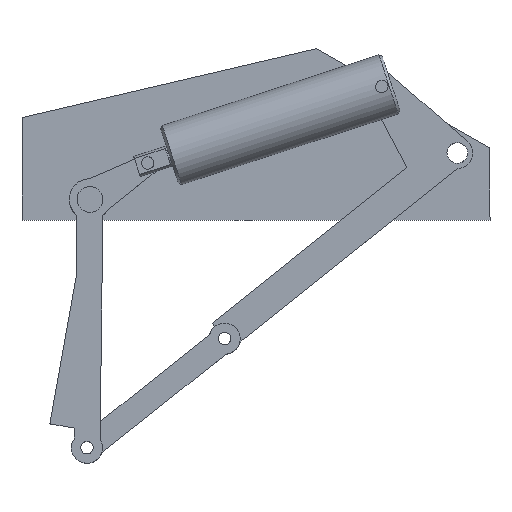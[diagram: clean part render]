
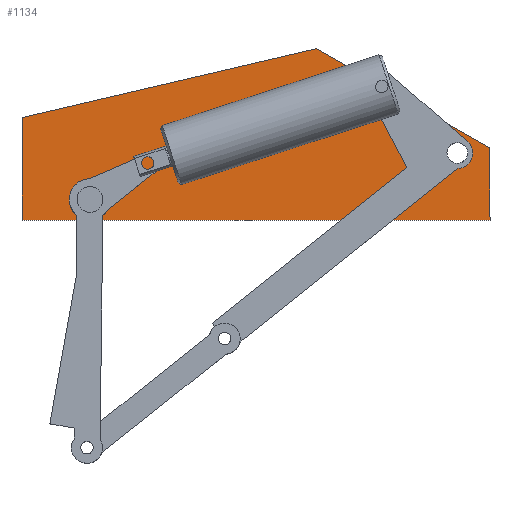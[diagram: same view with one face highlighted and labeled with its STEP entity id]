
A CAD part, top view. The second image highlights one B-rep face of the part: STEP entity #1134.
In plain terms, the highlighted face is planar.
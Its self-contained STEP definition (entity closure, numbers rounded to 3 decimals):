
#87=LINE($,#1733,#172);
#91=LINE($,#1741,#176);
#94=LINE($,#1747,#179);
#97=LINE($,#1753,#182);
#100=LINE($,#1758,#185);
#172=VECTOR($,#1368,61.466);
#176=VECTOR($,#1374,92.77);
#179=VECTOR($,#1379,31.529);
#182=VECTOR($,#1384,143.725);
#185=VECTOR($,#1389,22.226);
#262=PLANE($,#1223);
#303=FACE_BOUND($,#420,.T.);
#304=FACE_BOUND($,#421,.T.);
#305=FACE_BOUND($,#422,.T.);
#420=EDGE_LOOP($,(#849));
#421=EDGE_LOOP($,(#850));
#422=EDGE_LOOP($,(#851,#852,#853,#854,#855));
#522=CIRCLE($,#1214,4.);
#524=CIRCLE($,#1217,3.175);
#582=VERTEX_POINT($,#1723);
#584=VERTEX_POINT($,#1728);
#585=VERTEX_POINT($,#1731);
#586=VERTEX_POINT($,#1732);
#589=VERTEX_POINT($,#1740);
#591=VERTEX_POINT($,#1746);
#593=VERTEX_POINT($,#1752);
#686=EDGE_CURVE($,#582,#582,#522,.T.);
#688=EDGE_CURVE($,#584,#584,#524,.T.);
#689=EDGE_CURVE($,#585,#586,#87,.T.);
#693=EDGE_CURVE($,#586,#589,#91,.T.);
#696=EDGE_CURVE($,#589,#591,#94,.T.);
#699=EDGE_CURVE($,#591,#593,#97,.T.);
#702=EDGE_CURVE($,#593,#585,#100,.T.);
#849=ORIENTED_EDGE($,*,*,#686,.T.);
#850=ORIENTED_EDGE($,*,*,#688,.T.);
#851=ORIENTED_EDGE($,*,*,#702,.T.);
#852=ORIENTED_EDGE($,*,*,#689,.T.);
#853=ORIENTED_EDGE($,*,*,#693,.T.);
#854=ORIENTED_EDGE($,*,*,#696,.T.);
#855=ORIENTED_EDGE($,*,*,#699,.T.);
#1134=ADVANCED_FACE($,(#303,#304,#305),#262,.F.);
#1214=AXIS2_PLACEMENT_3D($,#1724,#1358,#1359);
#1217=AXIS2_PLACEMENT_3D($,#1729,#1364,#1365);
#1223=AXIS2_PLACEMENT_3D($,#1760,#1391,#1392);
#1358=DIRECTION('center_axis',(0.,-1.,0.));
#1359=DIRECTION('ref_axis',(-1.,0.,0.));
#1364=DIRECTION('center_axis',(0.,-1.,0.));
#1365=DIRECTION('ref_axis',(-1.,0.,0.));
#1368=DIRECTION($,(0.869,0.,0.495));
#1374=DIRECTION($,(0.974,0.,-0.228));
#1379=DIRECTION($,(0.,0.,-1.));
#1384=DIRECTION($,(-1.,0.,0.));
#1389=DIRECTION($,(0.,0.,1.));
#1391=DIRECTION('center_axis',(0.,-1.,0.));
#1392=DIRECTION('ref_axis',(0.,0.,-1.));
#1723=CARTESIAN_POINT('',(4.,-19.017,6.367));
#1724=CARTESIAN_POINT('Origin',(0.,-19.017,6.367));
#1728=CARTESIAN_POINT('',(-109.64,-19.017,20.628));
#1729=CARTESIAN_POINT('Origin',(-112.815,-19.017,20.628));
#1731=CARTESIAN_POINT('',(-122.843,-19.017,22.239));
#1732=CARTESIAN_POINT('',(-69.447,-19.017,52.684));
#1733=CARTESIAN_POINT($,(-122.843,-19.017,22.239));
#1740=CARTESIAN_POINT('',(20.882,-19.017,31.542));
#1741=CARTESIAN_POINT($,(-69.447,-19.017,52.684));
#1746=CARTESIAN_POINT('',(20.882,-19.017,0.013));
#1747=CARTESIAN_POINT($,(20.882,-19.017,31.542));
#1752=CARTESIAN_POINT('',(-122.843,-19.017,0.013));
#1753=CARTESIAN_POINT($,(20.882,-19.017,0.013));
#1758=CARTESIAN_POINT($,(-122.843,-19.017,0.013));
#1760=CARTESIAN_POINT('Origin',(-49.931,-19.017,19.778));
